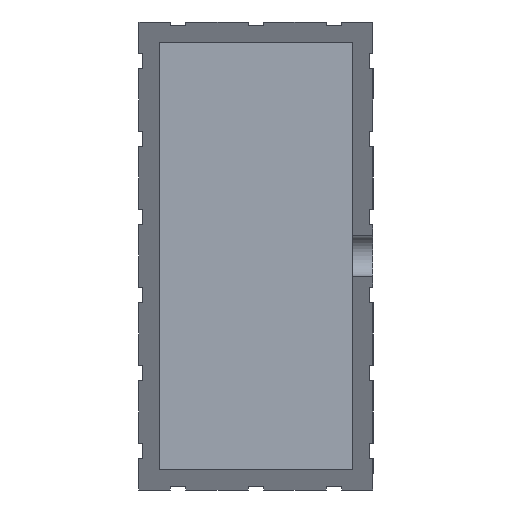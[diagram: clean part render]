
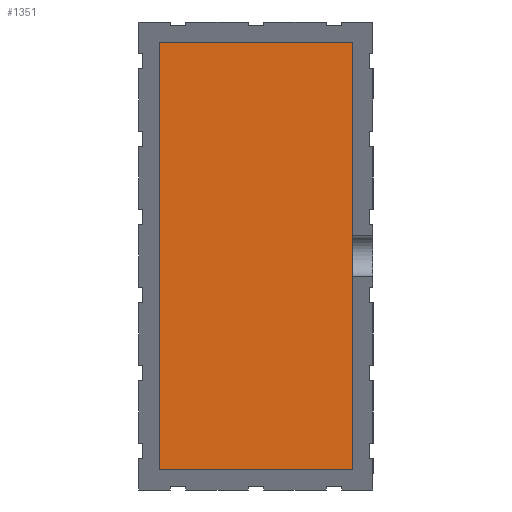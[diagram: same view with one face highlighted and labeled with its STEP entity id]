
A CAD part, left-side view. The second image highlights one B-rep face of the part: STEP entity #1351.
In plain terms, the highlighted planar face has unit normal (-1, 0, 0).
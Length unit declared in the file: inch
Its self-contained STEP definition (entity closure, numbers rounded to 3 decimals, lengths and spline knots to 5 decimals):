
#7 = DIRECTION ( 'NONE',  ( 0., 1., 0. ) ) ;
#32 = CARTESIAN_POINT ( 'NONE',  ( -3.44488, 1.07874, -1.07874 ) ) ;
#46 = FACE_OUTER_BOUND ( 'NONE', #1977, .T. ) ;
#99 = CARTESIAN_POINT ( 'NONE',  ( -3.44488, 1.07874, -1.1811 ) ) ;
#298 = DIRECTION ( 'NONE',  ( 0., 0., 1. ) ) ;
#438 = VECTOR ( 'NONE', #2482, 39.37008 ) ;
#511 = CARTESIAN_POINT ( 'NONE',  ( -3.44488, 0., 1.07874 ) ) ;
#574 = AXIS2_PLACEMENT_3D ( 'NONE', #3054, #2545, #2333 ) ;
#629 = VERTEX_POINT ( 'NONE', #1549 ) ;
#747 = EDGE_CURVE ( 'NONE', #1387, #2517, #2636, .T. ) ;
#755 = LINE ( 'NONE', #1341, #2246 ) ;
#793 = ORIENTED_EDGE ( 'NONE', *, *, #1621, .T. ) ;
#837 = LINE ( 'NONE', #2138, #998 ) ;
#957 = ORIENTED_EDGE ( 'NONE', *, *, #2297, .T. ) ;
#998 = VECTOR ( 'NONE', #298, 39.37008 ) ;
#1341 = CARTESIAN_POINT ( 'NONE',  ( -3.44488, 0., -1.07874 ) ) ;
#1342 = ORIENTED_EDGE ( 'NONE', *, *, #747, .T. ) ;
#1351 = ADVANCED_FACE ( 'NONE', ( #46 ), #2070, .F. ) ;
#1387 = VERTEX_POINT ( 'NONE', #2590 ) ;
#1544 = EDGE_CURVE ( 'NONE', #629, #2517, #755, .T. ) ;
#1549 = CARTESIAN_POINT ( 'NONE',  ( -3.44488, 0.10236, -1.07874 ) ) ;
#1621 = EDGE_CURVE ( 'NONE', #629, #1938, #837, .T. ) ;
#1714 = CARTESIAN_POINT ( 'NONE',  ( -3.44488, 0.10236, 1.07874 ) ) ;
#1938 = VERTEX_POINT ( 'NONE', #1714 ) ;
#1977 = EDGE_LOOP ( 'NONE', ( #1342, #3205, #793, #957 ) ) ;
#2070 = PLANE ( 'NONE',  #574 ) ;
#2110 = DIRECTION ( 'NONE',  ( 0., 1., 0. ) ) ;
#2138 = CARTESIAN_POINT ( 'NONE',  ( -3.44488, 0.10236, -1.1811 ) ) ;
#2213 = LINE ( 'NONE', #511, #2915 ) ;
#2246 = VECTOR ( 'NONE', #7, 39.37008 ) ;
#2297 = EDGE_CURVE ( 'NONE', #1938, #1387, #2213, .T. ) ;
#2333 = DIRECTION ( 'NONE',  ( 0., 0., -1. ) ) ;
#2482 = DIRECTION ( 'NONE',  ( 0., 0., -1. ) ) ;
#2517 = VERTEX_POINT ( 'NONE', #32 ) ;
#2545 = DIRECTION ( 'NONE',  ( 1., 0., 0. ) ) ;
#2590 = CARTESIAN_POINT ( 'NONE',  ( -3.44488, 1.07874, 1.07874 ) ) ;
#2636 = LINE ( 'NONE', #99, #438 ) ;
#2915 = VECTOR ( 'NONE', #2110, 39.37008 ) ;
#3054 = CARTESIAN_POINT ( 'NONE',  ( -3.44488, 1.1811, -0.61984 ) ) ;
#3205 = ORIENTED_EDGE ( 'NONE', *, *, #1544, .F. ) ;
